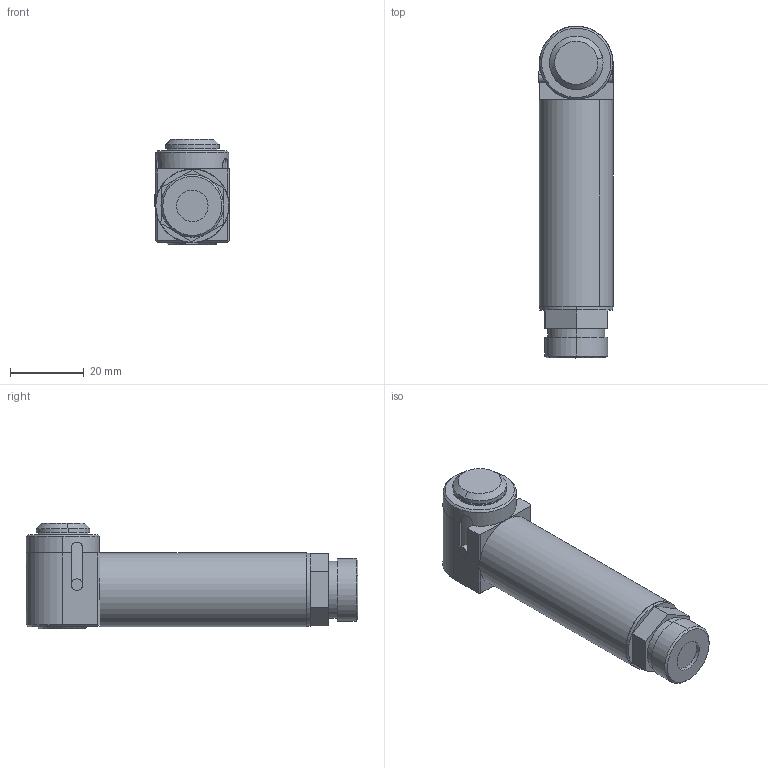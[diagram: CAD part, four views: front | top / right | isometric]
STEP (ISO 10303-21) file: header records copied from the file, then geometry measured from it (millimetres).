
FILE_DESCRIPTION (( 'STEP AP214' ), '1' );
FILE_NAME ('CA.PPS.2010.STEP', '2018-02-22T12:18:02', ( 'PC WORKSTATION' ), ( '' ), 'SwSTEP 2.0', 'SolidWorks 2017', '' );
FILE_SCHEMA (( 'AUTOMOTIVE_DESIGN' ));
Length unit declared in the file: millimetre
Products named in the file (7): PPS.2010.05_1; CA.PPS.2010; GRF20.95.02_1; PPS.2010.07.V; Spina_1; PPS.2010.06_1; GRF20.95.01
Assembly tree (6 placements, depth 2):
  CA.PPS.2010
    PPS.2010.05_1
    GRF20.95.02_1
    GRF20.95.01
    PPS.2010.06_1
    Spina_1
    PPS.2010.07.V
Bounding box: 20.16 x 90 x 28.5 mm (x, y, z)
Volume: 37654.1 mm3; surface area: 11237.4 mm2
Topology: 6 solids, 6 shells, 138 faces, 317 edges, 202 vertices
Faces by surface type: plane 61, cylinder 50, cone 27
Entity records: 4421 total; most frequent: CARTESIAN_POINT 956, DIRECTION 705, ORIENTED_EDGE 634, EDGE_CURVE 317, AXIS2_PLACEMENT_3D 267, VERTEX_POINT 202, LINE 171, VECTOR 171
